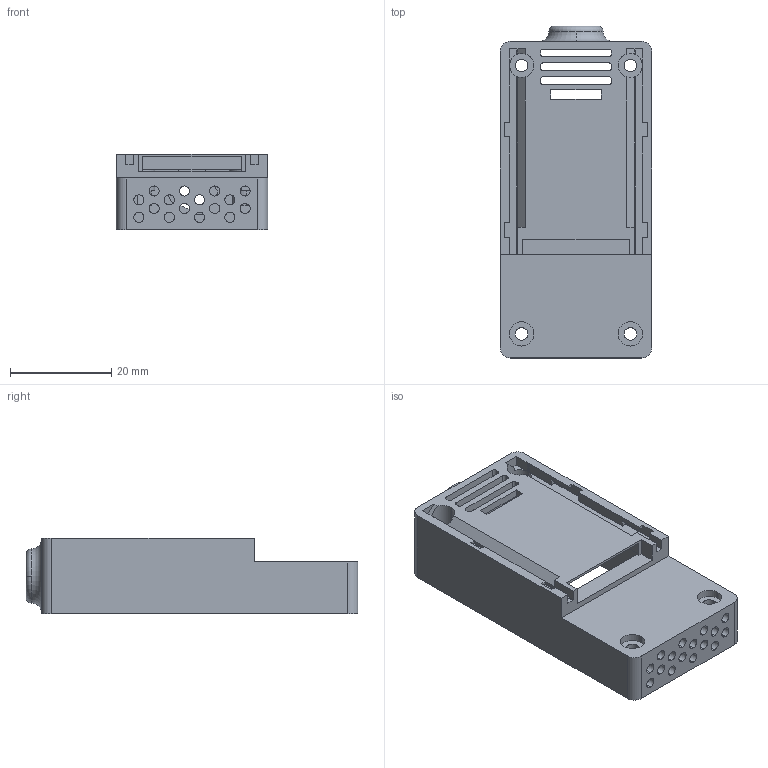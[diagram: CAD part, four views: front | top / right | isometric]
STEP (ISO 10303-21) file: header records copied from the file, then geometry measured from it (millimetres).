
FILE_DESCRIPTION (( 'STEP AP214' ), '1' );
FILE_NAME ('bottom_case_slimmer.STEP', '2021-02-06T14:48:56', ( 'Windows User' ), ( '' ), 'SwSTEP 2.0', 'SolidWorks 2014', '' );
FILE_SCHEMA (( 'AUTOMOTIVE_DESIGN' ));
Length unit declared in the file: millimetre
Products named in the file (1): bottom_case_slimmer
Bounding box: 30 x 65.66 x 15 mm (x, y, z)
Volume: 6224.1 mm3; surface area: 9345.4 mm2
Topology: 1 solids, 1 shells, 217 faces, 638 edges, 424 vertices
Faces by surface type: plane 125, cylinder 88, torus 4
Entity records: 7404 total; most frequent: CARTESIAN_POINT 1315, ORIENTED_EDGE 1276, DIRECTION 1258, EDGE_CURVE 638, VECTOR 436, LINE 436, VERTEX_POINT 424, AXIS2_PLACEMENT_3D 411
